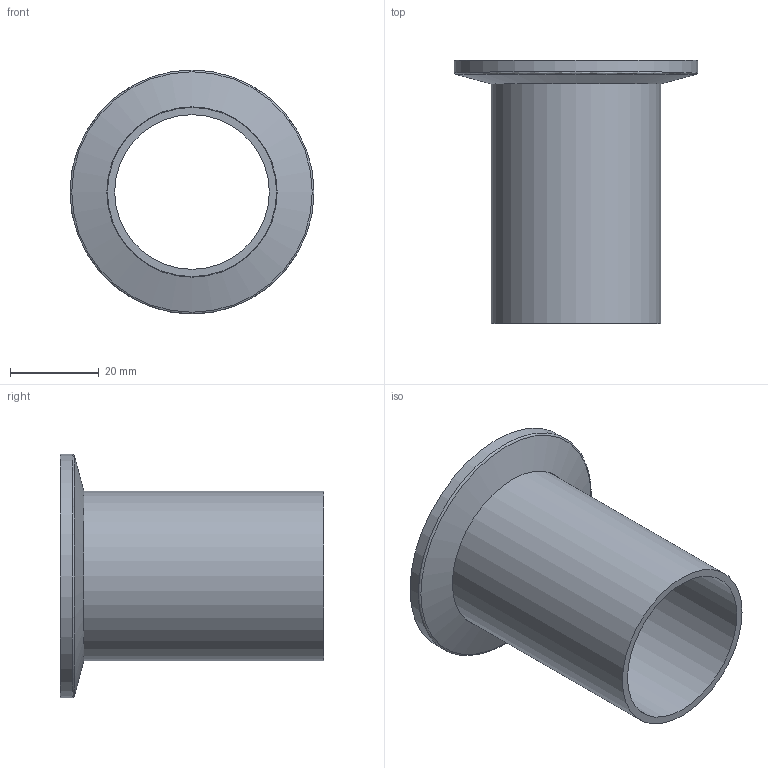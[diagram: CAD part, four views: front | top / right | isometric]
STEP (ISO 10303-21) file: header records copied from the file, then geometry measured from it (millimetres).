
FILE_DESCRIPTION (( 'STEP AP214' ), '1' );
FILE_NAME ('ETV2KF40 Fullvac.STEP', '2021-04-20T08:43:14', ( '' ), ( '' ), 'SwSTEP 2.0', 'SolidWorks 2017', '' );
FILE_SCHEMA (( 'AUTOMOTIVE_DESIGN' ));
Length unit declared in the file: millimetre
Products named in the file (3): 2^ETV2KF40 Fullvac; ETV2KF40 Fullvac; 1^ETV2KF40 Fullvac
Assembly tree (2 placements, depth 2):
  ETV2KF40 Fullvac
    1^ETV2KF40 Fullvac
    2^ETV2KF40 Fullvac
Bounding box: 54.9 x 59.22 x 54.9 mm (x, y, z)
Volume: 15117.4 mm3; surface area: 16997.2 mm2
Topology: 2 solids, 2 shells, 13 faces, 23 edges, 15 vertices
Faces by surface type: cylinder 6, plane 5, cone 1, bspline 1
Full cylindrical faces by diameter (mm): 34.8 x1, 35.58 x1, 38.1 x1, 38.35 x1, 41.2 x1, 54.9 x1
Entity records: 548 total; most frequent: CARTESIAN_POINT 71, DIRECTION 60, AXIS2_PLACEMENT_3D 30, ORIENTED_EDGE 26, EDGE_LOOP 26, FACE_OUTER_BOUND 20, UNCERTAINTY_MEASURE_WITH_UNIT 20, SURFACE_SIDE_STYLE 17
